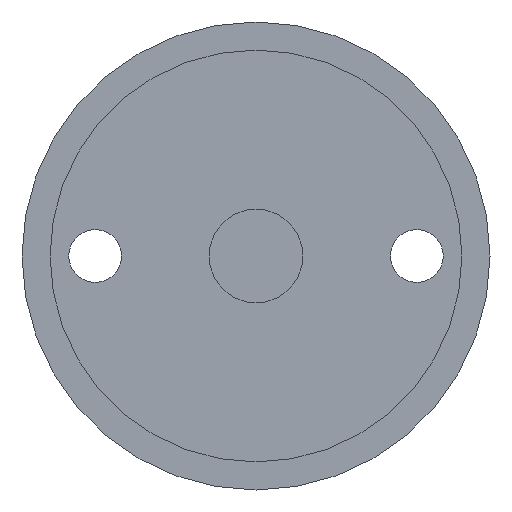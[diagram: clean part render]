
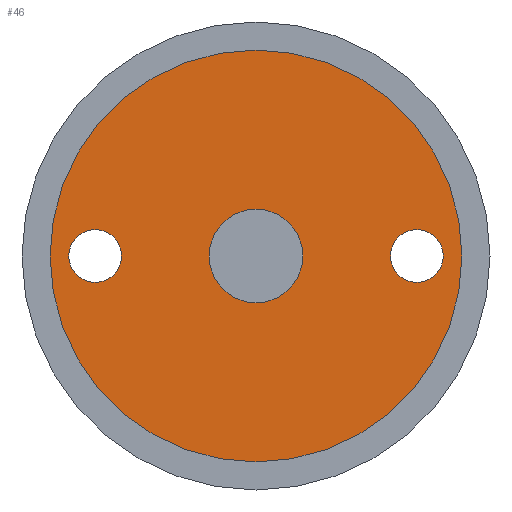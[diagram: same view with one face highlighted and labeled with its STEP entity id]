
A CAD part, front view. The second image highlights one B-rep face of the part: STEP entity #46.
In plain terms, the highlighted planar face has unit normal (0, -1, 0).
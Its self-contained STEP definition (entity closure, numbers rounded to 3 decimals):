
#46 = ADVANCED_FACE( '', ( #103, #104, #105, #106 ), #107, .F. );
#103 = FACE_BOUND( '', #209, .T. );
#104 = FACE_BOUND( '', #210, .T. );
#105 = FACE_BOUND( '', #211, .T. );
#106 = FACE_OUTER_BOUND( '', #212, .T. );
#107 = PLANE( '', #213 );
#209 = EDGE_LOOP( '', ( #280 ) );
#210 = EDGE_LOOP( '', ( #281 ) );
#211 = EDGE_LOOP( '', ( #282 ) );
#212 = EDGE_LOOP( '', ( #283 ) );
#213 = AXIS2_PLACEMENT_3D( '', #284, #285, #286 );
#280 = ORIENTED_EDGE( '', *, *, #372, .F. );
#281 = ORIENTED_EDGE( '', *, *, #373, .F. );
#282 = ORIENTED_EDGE( '', *, *, #374, .F. );
#283 = ORIENTED_EDGE( '', *, *, #375, .T. );
#284 = CARTESIAN_POINT( '', ( 35.2, 5.5, 0. ) );
#285 = DIRECTION( '', ( 0., 1., 0. ) );
#286 = DIRECTION( '', ( 0., 0., 1. ) );
#372 = EDGE_CURVE( '', #416, #416, #417, .T. );
#373 = EDGE_CURVE( '', #418, #418, #419, .F. );
#374 = EDGE_CURVE( '', #420, #420, #421, .F. );
#375 = EDGE_CURVE( '', #422, #422, #423, .T. );
#416 = VERTEX_POINT( '', #606 );
#417 = CIRCLE( '', #607, 8. );
#418 = VERTEX_POINT( '', #608 );
#419 = CIRCLE( '', #609, 4.5 );
#420 = VERTEX_POINT( '', #610 );
#421 = CIRCLE( '', #611, 4.5 );
#422 = VERTEX_POINT( '', #612 );
#423 = CIRCLE( '', #613, 35.2 );
#606 = CARTESIAN_POINT( '', ( 0., 5.5, -8. ) );
#607 = AXIS2_PLACEMENT_3D( '', #656, #657, #658 );
#608 = CARTESIAN_POINT( '', ( 27.5, 5.5, 4.5 ) );
#609 = AXIS2_PLACEMENT_3D( '', #659, #660, #661 );
#610 = CARTESIAN_POINT( '', ( -27.5, 5.5, 4.5 ) );
#611 = AXIS2_PLACEMENT_3D( '', #662, #663, #664 );
#612 = CARTESIAN_POINT( '', ( 0., 5.5, -35.2 ) );
#613 = AXIS2_PLACEMENT_3D( '', #665, #666, #667 );
#656 = CARTESIAN_POINT( '', ( 0., 5.5, 0. ) );
#657 = DIRECTION( '', ( 0., -1., 0. ) );
#658 = DIRECTION( '', ( 0., 0., -1. ) );
#659 = CARTESIAN_POINT( '', ( 27.5, 5.5, 0. ) );
#660 = DIRECTION( '', ( 0., 1., 0. ) );
#661 = DIRECTION( '', ( 0., 0., 1. ) );
#662 = CARTESIAN_POINT( '', ( -27.5, 5.5, 0. ) );
#663 = DIRECTION( '', ( 0., 1., 0. ) );
#664 = DIRECTION( '', ( 0., 0., 1. ) );
#665 = CARTESIAN_POINT( '', ( 0., 5.5, 0. ) );
#666 = DIRECTION( '', ( 0., -1., 0. ) );
#667 = DIRECTION( '', ( 0., 0., -1. ) );
